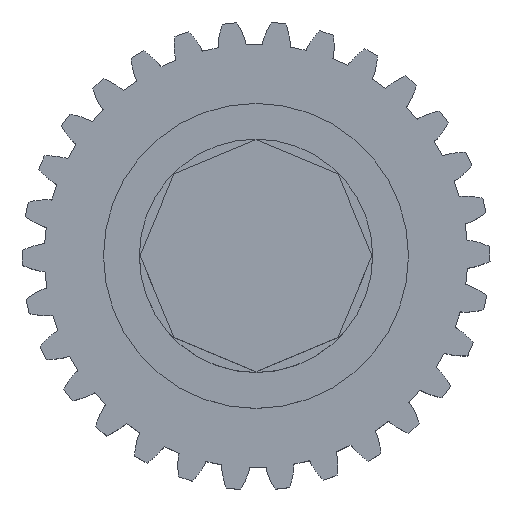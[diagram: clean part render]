
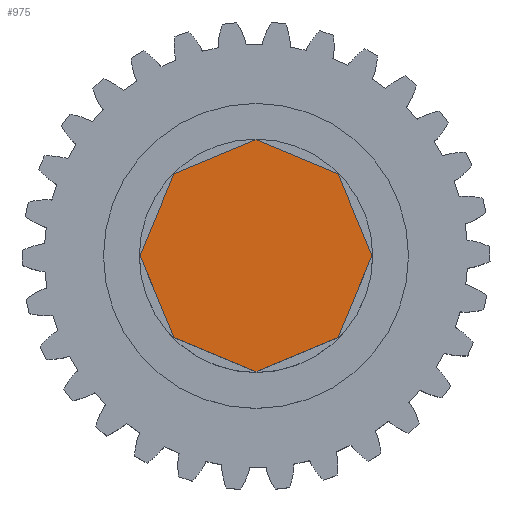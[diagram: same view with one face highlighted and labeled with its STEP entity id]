
A CAD part, top view. The second image highlights one B-rep face of the part: STEP entity #975.
In plain terms, the highlighted planar face has unit normal (0, 0, 1).
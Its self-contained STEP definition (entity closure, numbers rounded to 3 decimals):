
#975=ADVANCED_FACE('',(#7412),#7414,.T.);
#7412=FACE_BOUND('',#7413,.T.);
#7413=EDGE_LOOP('',(#12884,#12885,#12886,#12887,#12888,#12889,#12890,#12891));
#7414=PLANE('',#7415);
#7415=AXIS2_PLACEMENT_3D('',#7416,#7417,#7418);
#7416=CARTESIAN_POINT('',(0.,0.,17.5));
#7417=DIRECTION('',(0.,0.,1.));
#7418=DIRECTION('',(1.,0.,0.));
#12884=ORIENTED_EDGE('',*,*,#15611,.T.);
#12885=ORIENTED_EDGE('',*,*,#15626,.T.);
#12886=ORIENTED_EDGE('',*,*,#15624,.T.);
#12887=ORIENTED_EDGE('',*,*,#15622,.T.);
#12888=ORIENTED_EDGE('',*,*,#15620,.T.);
#12889=ORIENTED_EDGE('',*,*,#15618,.T.);
#12890=ORIENTED_EDGE('',*,*,#15616,.T.);
#12891=ORIENTED_EDGE('',*,*,#15614,.T.);
#15611=EDGE_CURVE('',#20161,#20162,#20163,.T.);
#15614=EDGE_CURVE('',#20166,#20161,#20167,.T.);
#15616=EDGE_CURVE('',#20169,#20166,#20170,.T.);
#15618=EDGE_CURVE('',#20172,#20169,#20173,.T.);
#15620=EDGE_CURVE('',#20175,#20172,#20176,.T.);
#15622=EDGE_CURVE('',#20178,#20175,#20179,.T.);
#15624=EDGE_CURVE('',#20181,#20178,#20182,.T.);
#15626=EDGE_CURVE('',#20162,#20181,#20184,.T.);
#20161=VERTEX_POINT('',#32383);
#20162=VERTEX_POINT('',#32384);
#20163=LINE('',#32385,#32386);
#20166=VERTEX_POINT('',#32394);
#20167=LINE('',#32395,#32396);
#20169=VERTEX_POINT('',#32401);
#20170=LINE('',#32402,#32403);
#20172=VERTEX_POINT('',#32408);
#20173=LINE('',#32409,#32410);
#20175=VERTEX_POINT('',#32415);
#20176=LINE('',#32416,#32417);
#20178=VERTEX_POINT('',#32422);
#20179=LINE('',#32423,#32424);
#20181=VERTEX_POINT('',#32429);
#20182=LINE('',#32430,#32431);
#20184=LINE('',#32436,#32437);
#32383=CARTESIAN_POINT('',(7.6,0.,17.5));
#32384=CARTESIAN_POINT('',(5.374,5.374,17.5));
#32385=CARTESIAN_POINT('',(7.6,0.,17.5));
#32386=VECTOR('',#32387,1.);
#32387=DIRECTION('',(-0.383,0.924,0.));
#32394=CARTESIAN_POINT('',(5.374,-5.374,17.5));
#32395=CARTESIAN_POINT('',(5.374,-5.374,17.5));
#32396=VECTOR('',#32397,1.);
#32397=DIRECTION('',(0.383,0.924,0.));
#32401=CARTESIAN_POINT('',(0.,-7.6,17.5));
#32402=CARTESIAN_POINT('',(0.,-7.6,17.5));
#32403=VECTOR('',#32404,1.);
#32404=DIRECTION('',(0.924,0.383,0.));
#32408=CARTESIAN_POINT('',(-5.374,-5.374,17.5));
#32409=CARTESIAN_POINT('',(-5.374,-5.374,17.5));
#32410=VECTOR('',#32411,1.);
#32411=DIRECTION('',(0.924,-0.383,0.));
#32415=CARTESIAN_POINT('',(-7.6,0.,17.5));
#32416=CARTESIAN_POINT('',(-7.6,0.,17.5));
#32417=VECTOR('',#32418,1.);
#32418=DIRECTION('',(0.383,-0.924,0.));
#32422=CARTESIAN_POINT('',(-5.374,5.374,17.5));
#32423=CARTESIAN_POINT('',(-5.374,5.374,17.5));
#32424=VECTOR('',#32425,1.);
#32425=DIRECTION('',(-0.383,-0.924,0.));
#32429=CARTESIAN_POINT('',(0.,7.6,17.5));
#32430=CARTESIAN_POINT('',(0.,7.6,17.5));
#32431=VECTOR('',#32432,1.);
#32432=DIRECTION('',(-0.924,-0.383,0.));
#32436=CARTESIAN_POINT('',(5.374,5.374,17.5));
#32437=VECTOR('',#32438,1.);
#32438=DIRECTION('',(-0.924,0.383,0.));
